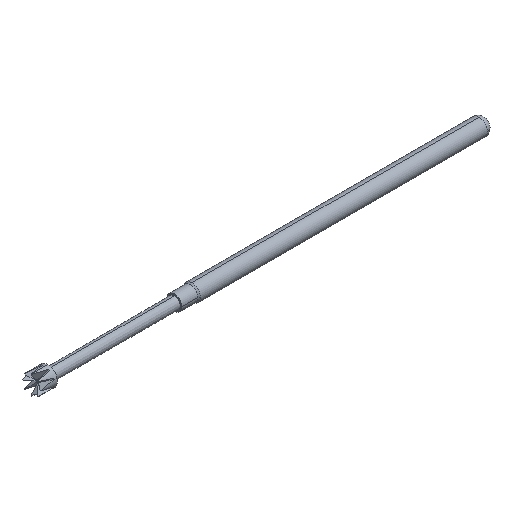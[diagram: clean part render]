
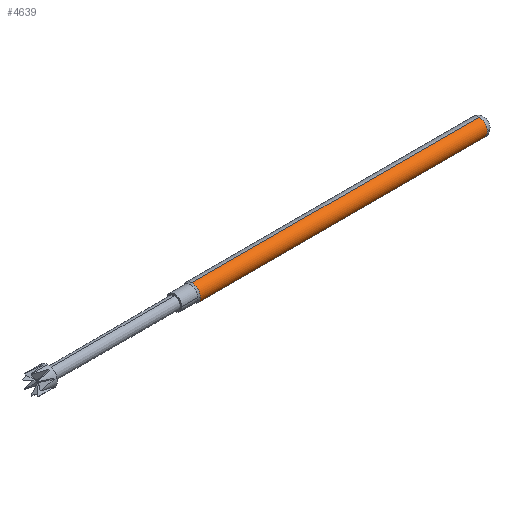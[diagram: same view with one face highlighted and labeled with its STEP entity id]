
A CAD part, isometric view. The second image highlights one B-rep face of the part: STEP entity #4639.
In plain terms, the highlighted cylindrical face has radius 0.683 mm (diameter 1.367 mm), a partial arc.
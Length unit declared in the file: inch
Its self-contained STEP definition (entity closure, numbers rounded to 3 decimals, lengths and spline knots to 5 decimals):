
#69 = EDGE_CURVE ( 'NONE', #2102, #350, #6301, .T. ) ;
#122 = CARTESIAN_POINT ( 'NONE',  ( 0., -0.0269, 0. ) ) ;
#188 = CARTESIAN_POINT ( 'NONE',  ( 0., 0., -0.0269 ) ) ;
#341 = CARTESIAN_POINT ( 'NONE',  ( 0.94349, 0., 0. ) ) ;
#350 = VERTEX_POINT ( 'NONE', #122 ) ;
#433 = EDGE_LOOP ( 'NONE', ( #1050, #3630, #6014, #5644, #624, #2749 ) ) ;
#438 = CARTESIAN_POINT ( 'NONE',  ( 0.94349, 0., -0.0269 ) ) ;
#459 = VERTEX_POINT ( 'NONE', #188 ) ;
#614 = EDGE_CURVE ( 'NONE', #4438, #3331, #1410, .T. ) ;
#624 = ORIENTED_EDGE ( 'NONE', *, *, #69, .T. ) ;
#1050 = ORIENTED_EDGE ( 'NONE', *, *, #4562, .F. ) ;
#1078 = CARTESIAN_POINT ( 'NONE',  ( 0.92373, 0., 0. ) ) ;
#1132 = AXIS2_PLACEMENT_3D ( 'NONE', #6318, #5469, #5063 ) ;
#1410 = CIRCLE ( 'NONE', #3050, 0.0269 ) ;
#1423 = DIRECTION ( 'NONE',  ( -1., 0., 0. ) ) ;
#1660 = VERTEX_POINT ( 'NONE', #2718 ) ;
#1824 = AXIS2_PLACEMENT_3D ( 'NONE', #5729, #2837, #5256 ) ;
#1831 = DIRECTION ( 'NONE',  ( 0., 0., 1. ) ) ;
#2001 = CARTESIAN_POINT ( 'NONE',  ( 0.94349, 0., 0.0269 ) ) ;
#2050 = VECTOR ( 'NONE', #1423, 39.37008 ) ;
#2102 = VERTEX_POINT ( 'NONE', #3658 ) ;
#2718 = CARTESIAN_POINT ( 'NONE',  ( 0.92373, 0., 0.0269 ) ) ;
#2749 = ORIENTED_EDGE ( 'NONE', *, *, #3240, .T. ) ;
#2837 = DIRECTION ( 'NONE',  ( 1., 0., 0. ) ) ;
#3050 = AXIS2_PLACEMENT_3D ( 'NONE', #5778, #5712, #5809 ) ;
#3240 = EDGE_CURVE ( 'NONE', #350, #459, #4710, .T. ) ;
#3331 = VERTEX_POINT ( 'NONE', #5527 ) ;
#3630 = ORIENTED_EDGE ( 'NONE', *, *, #614, .F. ) ;
#3658 = CARTESIAN_POINT ( 'NONE',  ( 0., 0., 0.0269 ) ) ;
#3786 = AXIS2_PLACEMENT_3D ( 'NONE', #341, #4246, #1831 ) ;
#3885 = DIRECTION ( 'NONE',  ( 0., 1., 0. ) ) ;
#4166 = CARTESIAN_POINT ( 'NONE',  ( 0.92373, -0.0269, 0. ) ) ;
#4246 = DIRECTION ( 'NONE',  ( -1., 0., 0. ) ) ;
#4282 = CYLINDRICAL_SURFACE ( 'NONE', #3786, 0.0269 ) ;
#4351 = DIRECTION ( 'NONE',  ( -1., 0., 0. ) ) ;
#4438 = VERTEX_POINT ( 'NONE', #4166 ) ;
#4491 = EDGE_CURVE ( 'NONE', #1660, #2102, #4818, .T. ) ;
#4562 = EDGE_CURVE ( 'NONE', #3331, #459, #5715, .T. ) ;
#4639 = ADVANCED_FACE ( 'NONE', ( #6290 ), #4282, .T. ) ;
#4710 = CIRCLE ( 'NONE', #1132, 0.0269 ) ;
#4818 = LINE ( 'NONE', #2001, #2050 ) ;
#4973 = DIRECTION ( 'NONE',  ( 1., 0., 0. ) ) ;
#5063 = DIRECTION ( 'NONE',  ( 0., 1., 0. ) ) ;
#5256 = DIRECTION ( 'NONE',  ( 0., 1., 0. ) ) ;
#5313 = EDGE_CURVE ( 'NONE', #1660, #4438, #5830, .T. ) ;
#5469 = DIRECTION ( 'NONE',  ( 1., 0., 0. ) ) ;
#5508 = VECTOR ( 'NONE', #4351, 39.37008 ) ;
#5527 = CARTESIAN_POINT ( 'NONE',  ( 0.92373, 0., -0.0269 ) ) ;
#5644 = ORIENTED_EDGE ( 'NONE', *, *, #4491, .T. ) ;
#5712 = DIRECTION ( 'NONE',  ( 1., 0., 0. ) ) ;
#5715 = LINE ( 'NONE', #438, #5508 ) ;
#5729 = CARTESIAN_POINT ( 'NONE',  ( 0., 0., 0. ) ) ;
#5778 = CARTESIAN_POINT ( 'NONE',  ( 0.92373, 0., 0. ) ) ;
#5809 = DIRECTION ( 'NONE',  ( 0., 1., 0. ) ) ;
#5830 = CIRCLE ( 'NONE', #5925, 0.0269 ) ;
#5925 = AXIS2_PLACEMENT_3D ( 'NONE', #1078, #4973, #3885 ) ;
#6014 = ORIENTED_EDGE ( 'NONE', *, *, #5313, .F. ) ;
#6290 = FACE_OUTER_BOUND ( 'NONE', #433, .T. ) ;
#6301 = CIRCLE ( 'NONE', #1824, 0.0269 ) ;
#6318 = CARTESIAN_POINT ( 'NONE',  ( 0., 0., 0. ) ) ;
